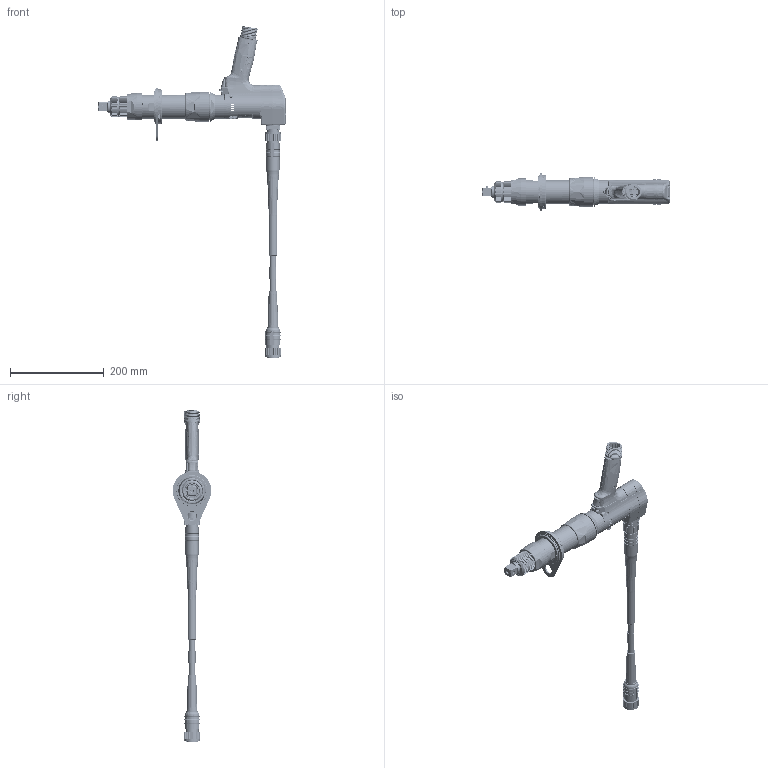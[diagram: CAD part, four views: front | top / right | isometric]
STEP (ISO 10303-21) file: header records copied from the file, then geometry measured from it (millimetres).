
FILE_DESCRIPTION((''),'2;1');
FILE_NAME('EB35PB2-160','2021-03-08T12:59:25',('SXD1216'),(''),'CREO PARAMETRIC BY PTC INC, 2017380','CREO PARAMETRIC BY PTC INC, 2017380','');
FILE_SCHEMA(('CONFIG_CONTROL_DESIGN'));
Products named in the file (1): EB35PB2-160
Bounding box: 400.5 x 82.55 x 710.2 mm (x, y, z)
Volume: 144581 mm3; surface area: 437643 mm2
Topology: 23 solids, 108 shells, 6488 faces, 18474 edges, 11785 vertices
Faces by surface type: plane 2576, cylinder 1914, cone 695, bspline 630, torus 401, sphere 155, extrusion 115, revolution 2
Entity records: 274009 total; most frequent: CARTESIAN_POINT 117702, ORIENTED_EDGE 35120, DIRECTION 28077, EDGE_CURVE 18443, VERTEX_POINT 11780, AXIS2_PLACEMENT_3D 10257, VECTOR 7561, LINE 7446
